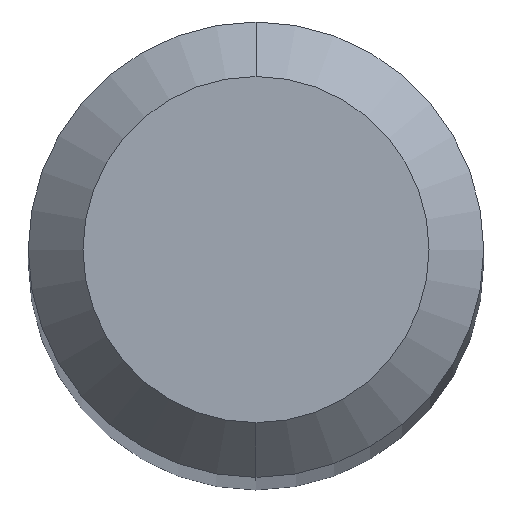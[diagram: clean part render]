
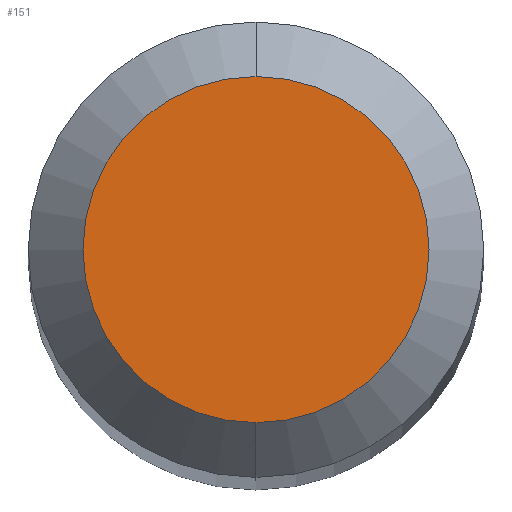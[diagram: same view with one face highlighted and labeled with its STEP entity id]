
A CAD part, top view. The second image highlights one B-rep face of the part: STEP entity #151.
In plain terms, the highlighted planar face has unit normal (0, 0, 1).
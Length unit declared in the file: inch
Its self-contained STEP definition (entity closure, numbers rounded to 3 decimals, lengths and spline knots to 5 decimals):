
#2 = FACE_OUTER_BOUND ( 'NONE', #182, .T. ) ;
#95 = AXIS2_PLACEMENT_3D ( 'NONE', #131, #490, #296 ) ;
#100 = ORIENTED_EDGE ( 'NONE', *, *, #160, .T. ) ;
#110 = EDGE_CURVE ( 'NONE', #196, #206, #323, .T. ) ;
#131 = CARTESIAN_POINT ( 'NONE',  ( 0., 0.0475, 0. ) ) ;
#151 = ADVANCED_FACE ( 'NONE', ( #2 ), #333, .F. ) ;
#158 = CARTESIAN_POINT ( 'NONE',  ( 0., 0., 0. ) ) ;
#160 = EDGE_CURVE ( 'NONE', #206, #196, #436, .T. ) ;
#163 = CARTESIAN_POINT ( 'NONE',  ( 0., 0., 0. ) ) ;
#182 = EDGE_LOOP ( 'NONE', ( #100, #432 ) ) ;
#196 = VERTEX_POINT ( 'NONE', #205 ) ;
#201 = DIRECTION ( 'NONE',  ( 0., 0., 1. ) ) ;
#205 = CARTESIAN_POINT ( 'NONE',  ( 0., -0.0475, 0. ) ) ;
#206 = VERTEX_POINT ( 'NONE', #291 ) ;
#209 = DIRECTION ( 'NONE',  ( 0., 0., 1. ) ) ;
#244 = AXIS2_PLACEMENT_3D ( 'NONE', #163, #201, #498 ) ;
#291 = CARTESIAN_POINT ( 'NONE',  ( 0., 0.0475, 0. ) ) ;
#296 = DIRECTION ( 'NONE',  ( 0., 1., 0. ) ) ;
#307 = AXIS2_PLACEMENT_3D ( 'NONE', #158, #209, #408 ) ;
#323 = CIRCLE ( 'NONE', #244, 0.0475 ) ;
#333 = PLANE ( 'NONE',  #95 ) ;
#408 = DIRECTION ( 'NONE',  ( 0., -1., 0. ) ) ;
#432 = ORIENTED_EDGE ( 'NONE', *, *, #110, .T. ) ;
#436 = CIRCLE ( 'NONE', #307, 0.0475 ) ;
#490 = DIRECTION ( 'NONE',  ( 0., 0., -1. ) ) ;
#498 = DIRECTION ( 'NONE',  ( 0., -1., 0. ) ) ;
